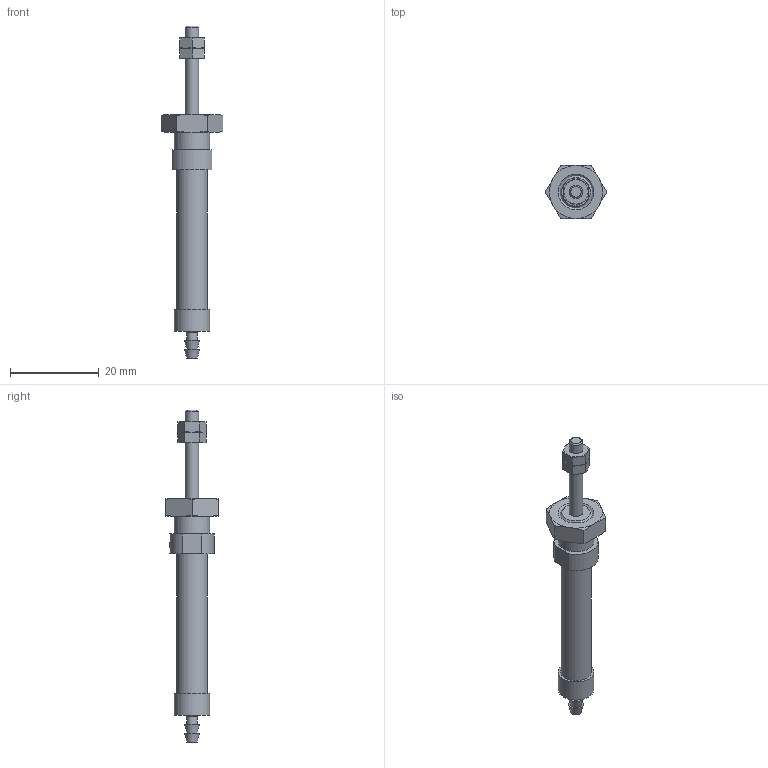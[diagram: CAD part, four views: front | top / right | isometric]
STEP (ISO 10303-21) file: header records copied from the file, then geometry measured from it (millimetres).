
FILE_DESCRIPTION(/* description */ ('STEP AP214'),/* implementation_level */ '2;1');
FILE_NAME(/* name */ '15891_EG-6-5-PK-3',/* time_stamp */ '2024-08-27T12:22:55+02:00',/* author */ ('License CC BY-ND 4.0'),/* organization */ ('CADENAS'),/* preprocessor_version */ 'ST-DEVELOPER v19.3',/* originating_system */ 'PARTsolutions',/* authorisation */ ' ');
FILE_SCHEMA (('AUTOMOTIVE_DESIGN {1 0 10303 214 3 1 1}'));
Length unit declared in the file: millimetre
Products named in the file (5): 15891 EG-6-5-PK-3---(5_0); 15891 EG-6-5-PK-3---(ZR_5_0); 15891 EG-6-5-PK-3-(N); 15891 EG-6-5-PK-3---(5_KS); 15891 EG-6-5-PK-3-(N2)
Assembly tree (5 placements, depth 2):
  15891 EG-6-5-PK-3---(5_0)
    15891 EG-6-5-PK-3---(ZR_5_0)
    15891 EG-6-5-PK-3-(N)
    15891 EG-6-5-PK-3---(5_KS)
    15891 EG-6-5-PK-3-(N2)  x2
Bounding box: 13.86 x 12 x 75 mm (x, y, z)
Volume: 2715.4 mm3; surface area: 3073.8 mm2
Topology: 5 solids, 5 shells, 103 faces, 205 edges, 122 vertices
Faces by surface type: cone 46, plane 40, cylinder 16, torus 1
Full cylindrical faces by diameter (mm): 0.4 x2, 1 x1, 2.4 x1, 2.459 x2, 3 x2, 6 x2, 6.647 x1, 7 x1, 8 x2
Entity records: 2118 total; most frequent: CARTESIAN_POINT 472, DIRECTION 318, ORIENTED_EDGE 266, AXIS2_PLACEMENT_3D 149, EDGE_CURVE 133, EDGE_LOOP 120, FACE_BOUND 120, VERTEX_POINT 93
